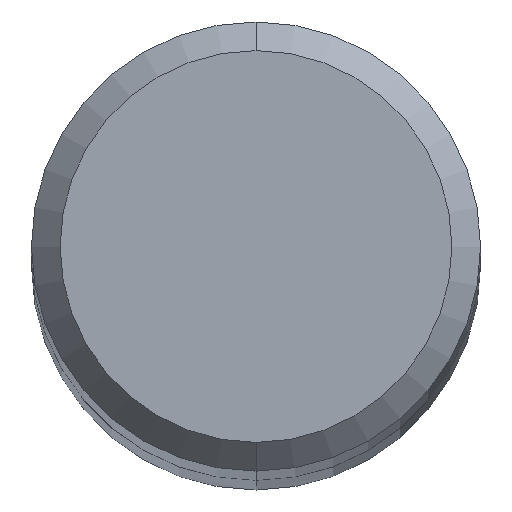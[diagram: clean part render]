
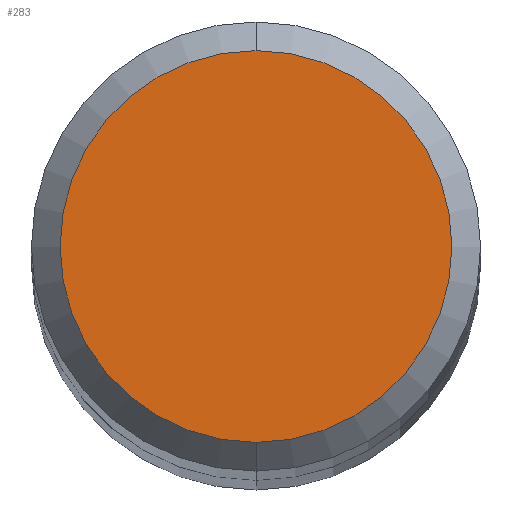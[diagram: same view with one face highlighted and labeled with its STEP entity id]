
A CAD part, top view. The second image highlights one B-rep face of the part: STEP entity #283.
In plain terms, the highlighted planar face has unit normal (0, 0, 1).
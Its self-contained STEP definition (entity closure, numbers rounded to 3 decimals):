
#217=EDGE_CURVE('',#383,#275,#486,.T.);
#255=EDGE_CURVE('',#275,#383,#528,.T.);
#275=VERTEX_POINT('',#548);
#283=ADVANCED_FACE('',(#557),#558,.T.);
#383=VERTEX_POINT('',#666);
#486=CIRCLE('',#807,2.05);
#528=CIRCLE('',#919,2.05);
#548=CARTESIAN_POINT('',(0.0,2.05,53.0));
#557=FACE_OUTER_BOUND('',#980,.T.);
#558=PLANE('',#981);
#666=CARTESIAN_POINT('',(0.,-2.05,53.0));
#807=AXIS2_PLACEMENT_3D('',#1388,#1389,#1390);
#919=AXIS2_PLACEMENT_3D('',#1446,#1447,#1448);
#980=EDGE_LOOP('',(#1463,#1464));
#981=AXIS2_PLACEMENT_3D('',#1465,#1466,#1467);
#1388=CARTESIAN_POINT('',(0.0,0.0,53.0));
#1389=DIRECTION('',(0.0,0.0,-1.0));
#1390=DIRECTION('',(0.0,1.0,0.0));
#1446=CARTESIAN_POINT('',(0.0,0.0,53.0));
#1447=DIRECTION('',(0.0,0.0,-1.0));
#1448=DIRECTION('',(0.0,1.0,0.0));
#1463=ORIENTED_EDGE('',*,*,#255,.F.);
#1464=ORIENTED_EDGE('',*,*,#217,.F.);
#1465=CARTESIAN_POINT('',(0.0,1.025,53.0));
#1466=DIRECTION('',(0.0,0.0,1.0));
#1467=DIRECTION('',(0.0,-1.0,0.0));
